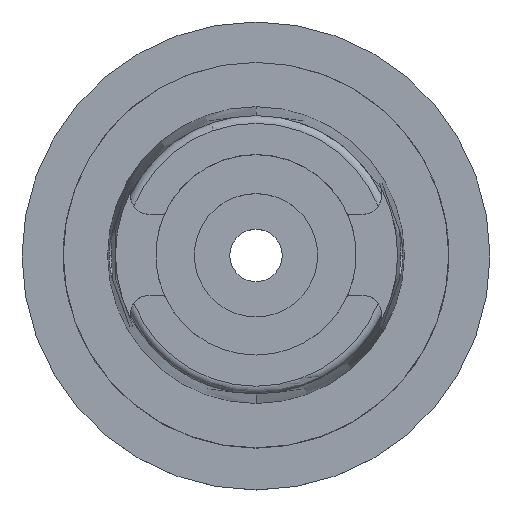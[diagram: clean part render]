
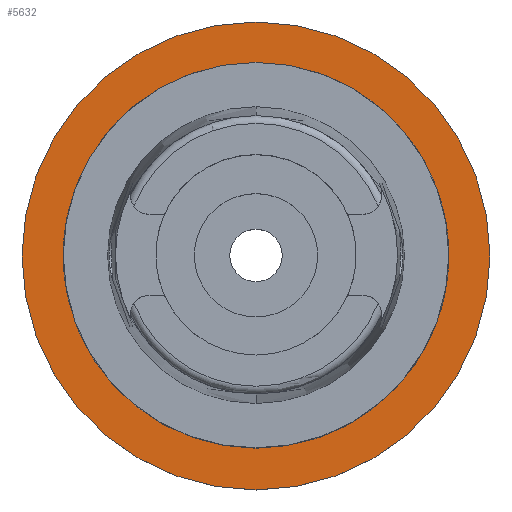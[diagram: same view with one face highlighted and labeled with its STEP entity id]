
A CAD part, top view. The second image highlights one B-rep face of the part: STEP entity #5632.
In plain terms, the highlighted planar face has unit normal (0, 0, 1).
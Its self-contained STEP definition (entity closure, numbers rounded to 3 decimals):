
#5227=CARTESIAN_POINT('',(0.,0.,0.));
#5228=DIRECTION('',(0.,0.,-1.));
#5229=DIRECTION('',(0.,-1.,0.));
#5230=AXIS2_PLACEMENT_3D('',#5227,#5228,#5229);
#5235=CARTESIAN_POINT('',(0.,0.,0.));
#5236=DIRECTION('',(0.,0.,-1.));
#5237=DIRECTION('',(0.,1.,0.));
#5238=AXIS2_PLACEMENT_3D('',#5235,#5236,#5237);
#5243=CARTESIAN_POINT('',(0.,0.,0.));
#5244=DIRECTION('',(0.,0.,1.));
#5245=DIRECTION('',(0.,-1.,0.));
#5246=AXIS2_PLACEMENT_3D('',#5243,#5244,#5245);
#5251=CARTESIAN_POINT('',(0.,0.,0.));
#5252=DIRECTION('',(0.,0.,1.));
#5253=DIRECTION('',(0.,1.,0.));
#5254=AXIS2_PLACEMENT_3D('',#5251,#5252,#5253);
#5511=CARTESIAN_POINT('',(0.,30.35,0.));
#5512=VERTEX_POINT('',#5511);
#5513=CARTESIAN_POINT('',(0.,-30.35,0.));
#5514=VERTEX_POINT('',#5513);
#5515=CARTESIAN_POINT('',(0.,-24.5,0.));
#5516=CARTESIAN_POINT('',(0.,24.5,0.));
#5517=VERTEX_POINT('',#5515);
#5518=VERTEX_POINT('',#5516);
#5617=CARTESIAN_POINT('',(0.,0.,0.));
#5618=DIRECTION('',(0.,0.,-1.));
#5619=DIRECTION('',(0.,-1.,0.));
#5620=AXIS2_PLACEMENT_3D('',#5617,#5618,#5619);
#5621=PLANE('',#5620);
#5622=ORIENTED_EDGE('',*,*,#5596,.T.);
#5623=ORIENTED_EDGE('',*,*,#5612,.T.);
#5624=EDGE_LOOP('',(#5622,#5623));
#5625=FACE_OUTER_BOUND('',#5624,.F.);
#5627=ORIENTED_EDGE('',*,*,#5626,.T.);
#5629=ORIENTED_EDGE('',*,*,#5628,.T.);
#5630=EDGE_LOOP('',(#5627,#5629));
#5631=FACE_BOUND('',#5630,.F.);
#5231=CIRCLE('',#5230,30.35);
#5239=CIRCLE('',#5238,30.35);
#5247=CIRCLE('',#5246,24.5);
#5255=CIRCLE('',#5254,24.5);
#5596=EDGE_CURVE('',#5514,#5512,#5231,.T.);
#5612=EDGE_CURVE('',#5512,#5514,#5239,.T.);
#5626=EDGE_CURVE('',#5517,#5518,#5247,.T.);
#5628=EDGE_CURVE('',#5518,#5517,#5255,.T.);
#5632=ADVANCED_FACE('',(#5625,#5631),#5621,.F.);
